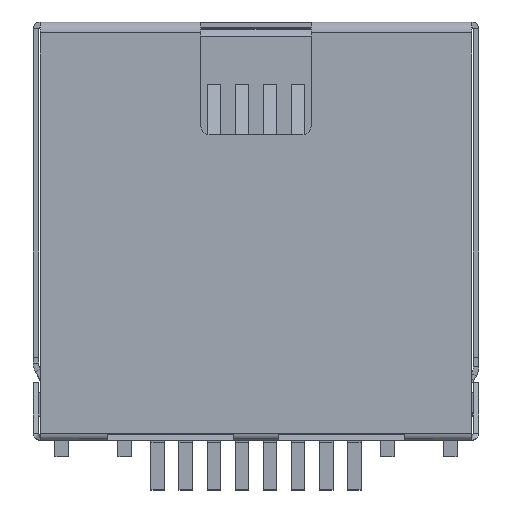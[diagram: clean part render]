
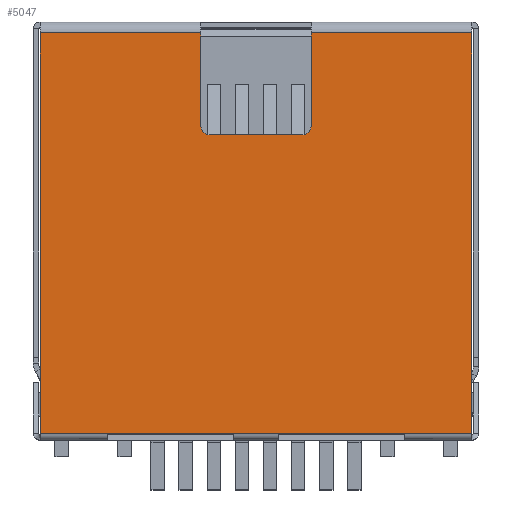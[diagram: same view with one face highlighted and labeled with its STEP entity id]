
A CAD part, top view. The second image highlights one B-rep face of the part: STEP entity #5047.
In plain terms, the highlighted planar face has unit normal (0, 0, 1).
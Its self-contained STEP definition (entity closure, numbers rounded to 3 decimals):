
#23 = LINE ( 'NONE', #2242, #9835 ) ;
#338 = VERTEX_POINT ( 'NONE', #6488 ) ;
#343 = CARTESIAN_POINT ( 'NONE',  ( 7.85, -2.9, 8.52 ) ) ;
#495 = CARTESIAN_POINT ( 'NONE',  ( -5.389, -2.9, 8.52 ) ) ;
#897 = CARTESIAN_POINT ( 'NONE',  ( 7.85, -2.9, 8.52 ) ) ;
#1131 = VERTEX_POINT ( 'NONE', #23571 ) ;
#1169 = ORIENTED_EDGE ( 'NONE', *, *, #2329, .F. ) ;
#1454 = CARTESIAN_POINT ( 'NONE',  ( 2., 8.25, 8.52 ) ) ;
#1584 = FACE_OUTER_BOUND ( 'NONE', #4645, .T. ) ;
#1694 = CARTESIAN_POINT ( 'NONE',  ( 0.828, -2.9, 8.52 ) ) ;
#1738 = DIRECTION ( 'NONE',  ( -1., 0., 0. ) ) ;
#1837 = LINE ( 'NONE', #1694, #24147 ) ;
#1941 = EDGE_CURVE ( 'NONE', #18178, #14438, #26919, .T. ) ;
#2242 = CARTESIAN_POINT ( 'NONE',  ( 7.85, -2.9, 8.52 ) ) ;
#2283 = CARTESIAN_POINT ( 'NONE',  ( -2., 8.25, 8.52 ) ) ;
#2329 = EDGE_CURVE ( 'NONE', #19828, #11477, #23, .T. ) ;
#2411 = EDGE_CURVE ( 'NONE', #9621, #14438, #17555, .T. ) ;
#2609 = ORIENTED_EDGE ( 'NONE', *, *, #11504, .T. ) ;
#3939 = LINE ( 'NONE', #4207, #17554 ) ;
#3992 = CARTESIAN_POINT ( 'NONE',  ( 1.7, 7.95, 8.52 ) ) ;
#4128 = ORIENTED_EDGE ( 'NONE', *, *, #2411, .F. ) ;
#4207 = CARTESIAN_POINT ( 'NONE',  ( -2., 11.65, 8.52 ) ) ;
#4645 = EDGE_LOOP ( 'NONE', ( #1169, #18777, #26123, #2609, #23157, #22516, #26463, #22708, #12027, #14509, #4128, #12953, #8358, #22936 ) ) ;
#4731 = EDGE_CURVE ( 'NONE', #338, #23034, #19165, .T. ) ;
#5047 = ADVANCED_FACE ( 'NONE', ( #1584 ), #18277, .T. ) ;
#6488 = CARTESIAN_POINT ( 'NONE',  ( 7.85, 11.65, 8.52 ) ) ;
#6715 = EDGE_CURVE ( 'NONE', #19138, #19924, #20124, .T. ) ;
#6896 = DIRECTION ( 'NONE',  ( -1., 0., 0. ) ) ;
#7239 = VECTOR ( 'NONE', #16179, 1000. ) ;
#7896 = EDGE_CURVE ( 'NONE', #1131, #11477, #12882, .T. ) ;
#8325 = CARTESIAN_POINT ( 'NONE',  ( -7.85, 11.65, 8.52 ) ) ;
#8358 = ORIENTED_EDGE ( 'NONE', *, *, #23538, .F. ) ;
#8511 = CARTESIAN_POINT ( 'NONE',  ( -7.85, 11.65, 8.52 ) ) ;
#8701 = CARTESIAN_POINT ( 'NONE',  ( -7.85, -2.9, 8.52 ) ) ;
#9156 = CARTESIAN_POINT ( 'NONE',  ( -1.7, 8.25, 8.52 ) ) ;
#9279 = DIRECTION ( 'NONE',  ( 0., 1., 0. ) ) ;
#9621 = VERTEX_POINT ( 'NONE', #11988 ) ;
#9742 = CIRCLE ( 'NONE', #10178, 0.3 ) ;
#9835 = VECTOR ( 'NONE', #6896, 1000. ) ;
#10178 = AXIS2_PLACEMENT_3D ( 'NONE', #20764, #27017, #12423 ) ;
#10382 = LINE ( 'NONE', #16816, #15182 ) ;
#10431 = AXIS2_PLACEMENT_3D ( 'NONE', #22621, #14576, #26587 ) ;
#10598 = EDGE_CURVE ( 'NONE', #14397, #18178, #3939, .T. ) ;
#10670 = DIRECTION ( 'NONE',  ( 0., -1., 0. ) ) ;
#10838 = VERTEX_POINT ( 'NONE', #27081 ) ;
#10867 = VECTOR ( 'NONE', #9279, 1000. ) ;
#11193 = EDGE_CURVE ( 'NONE', #19924, #25920, #13681, .T. ) ;
#11328 = LINE ( 'NONE', #495, #22176 ) ;
#11477 = VERTEX_POINT ( 'NONE', #18994 ) ;
#11504 = EDGE_CURVE ( 'NONE', #23034, #18020, #21289, .T. ) ;
#11988 = CARTESIAN_POINT ( 'NONE',  ( -5.389, -2.9, 8.52 ) ) ;
#12027 = ORIENTED_EDGE ( 'NONE', *, *, #10598, .T. ) ;
#12086 = VECTOR ( 'NONE', #16558, 1000. ) ;
#12423 = DIRECTION ( 'NONE',  ( 1., 0., 0. ) ) ;
#12743 = CARTESIAN_POINT ( 'NONE',  ( 0.828, -2.9, 8.52 ) ) ;
#12882 = LINE ( 'NONE', #12743, #24108 ) ;
#12953 = ORIENTED_EDGE ( 'NONE', *, *, #16998, .T. ) ;
#13099 = LINE ( 'NONE', #897, #10867 ) ;
#13115 = DIRECTION ( 'NONE',  ( 0., 0., -1. ) ) ;
#13177 = CARTESIAN_POINT ( 'NONE',  ( -2., 11.65, 8.52 ) ) ;
#13681 = CIRCLE ( 'NONE', #14554, 0.3 ) ;
#13766 = EDGE_CURVE ( 'NONE', #18020, #19138, #9742, .T. ) ;
#14397 = VERTEX_POINT ( 'NONE', #13177 ) ;
#14438 = VERTEX_POINT ( 'NONE', #8701 ) ;
#14509 = ORIENTED_EDGE ( 'NONE', *, *, #1941, .T. ) ;
#14554 = AXIS2_PLACEMENT_3D ( 'NONE', #9156, #13115, #23483 ) ;
#14576 = DIRECTION ( 'NONE',  ( 0., 0., 1. ) ) ;
#14689 = VECTOR ( 'NONE', #17820, 1000. ) ;
#14917 = CARTESIAN_POINT ( 'NONE',  ( 7.85, 11.65, 8.52 ) ) ;
#15182 = VECTOR ( 'NONE', #10670, 1000. ) ;
#15428 = CARTESIAN_POINT ( 'NONE',  ( 2., 11.65, 8.52 ) ) ;
#16179 = DIRECTION ( 'NONE',  ( -1., 0., 0. ) ) ;
#16456 = EDGE_CURVE ( 'NONE', #14397, #25920, #10382, .T. ) ;
#16558 = DIRECTION ( 'NONE',  ( 0., -1., 0. ) ) ;
#16816 = CARTESIAN_POINT ( 'NONE',  ( -2., 11.65, 8.52 ) ) ;
#16998 = EDGE_CURVE ( 'NONE', #9621, #10838, #11328, .T. ) ;
#17018 = EDGE_CURVE ( 'NONE', #19828, #338, #13099, .T. ) ;
#17072 = DIRECTION ( 'NONE',  ( 0., -1., 0. ) ) ;
#17234 = CARTESIAN_POINT ( 'NONE',  ( 1.7, 7.95, 8.52 ) ) ;
#17554 = VECTOR ( 'NONE', #1738, 1000. ) ;
#17555 = LINE ( 'NONE', #21909, #14689 ) ;
#17820 = DIRECTION ( 'NONE',  ( -1., 0., 0. ) ) ;
#18020 = VERTEX_POINT ( 'NONE', #1454 ) ;
#18063 = VECTOR ( 'NONE', #17072, 1000. ) ;
#18178 = VERTEX_POINT ( 'NONE', #8325 ) ;
#18277 = PLANE ( 'NONE',  #10431 ) ;
#18752 = DIRECTION ( 'NONE',  ( -1., 0., 0. ) ) ;
#18777 = ORIENTED_EDGE ( 'NONE', *, *, #17018, .T. ) ;
#18994 = CARTESIAN_POINT ( 'NONE',  ( 5.389, -2.9, 8.52 ) ) ;
#19138 = VERTEX_POINT ( 'NONE', #17234 ) ;
#19165 = LINE ( 'NONE', #14917, #22509 ) ;
#19247 = CARTESIAN_POINT ( 'NONE',  ( 2., 11.65, 8.52 ) ) ;
#19792 = DIRECTION ( 'NONE',  ( 1., 0., 0. ) ) ;
#19828 = VERTEX_POINT ( 'NONE', #343 ) ;
#19924 = VERTEX_POINT ( 'NONE', #25630 ) ;
#20124 = LINE ( 'NONE', #3992, #7239 ) ;
#20764 = CARTESIAN_POINT ( 'NONE',  ( 1.7, 8.25, 8.52 ) ) ;
#20842 = DIRECTION ( 'NONE',  ( -1., 0., 0. ) ) ;
#21081 = DIRECTION ( 'NONE',  ( 1., 0., 0. ) ) ;
#21289 = LINE ( 'NONE', #19247, #18063 ) ;
#21909 = CARTESIAN_POINT ( 'NONE',  ( -5.389, -2.9, 8.52 ) ) ;
#22176 = VECTOR ( 'NONE', #19792, 1000. ) ;
#22509 = VECTOR ( 'NONE', #18752, 1000. ) ;
#22516 = ORIENTED_EDGE ( 'NONE', *, *, #6715, .T. ) ;
#22621 = CARTESIAN_POINT ( 'NONE',  ( -7.85, 12.05, 8.52 ) ) ;
#22708 = ORIENTED_EDGE ( 'NONE', *, *, #16456, .F. ) ;
#22936 = ORIENTED_EDGE ( 'NONE', *, *, #7896, .T. ) ;
#23034 = VERTEX_POINT ( 'NONE', #15428 ) ;
#23157 = ORIENTED_EDGE ( 'NONE', *, *, #13766, .T. ) ;
#23483 = DIRECTION ( 'NONE',  ( 0., -1., 0. ) ) ;
#23538 = EDGE_CURVE ( 'NONE', #1131, #10838, #1837, .T. ) ;
#23571 = CARTESIAN_POINT ( 'NONE',  ( 0.828, -2.9, 8.52 ) ) ;
#24108 = VECTOR ( 'NONE', #21081, 1000. ) ;
#24147 = VECTOR ( 'NONE', #20842, 1000. ) ;
#25630 = CARTESIAN_POINT ( 'NONE',  ( -1.7, 7.95, 8.52 ) ) ;
#25920 = VERTEX_POINT ( 'NONE', #2283 ) ;
#26123 = ORIENTED_EDGE ( 'NONE', *, *, #4731, .T. ) ;
#26463 = ORIENTED_EDGE ( 'NONE', *, *, #11193, .T. ) ;
#26587 = DIRECTION ( 'NONE',  ( 1., 0., 0. ) ) ;
#26919 = LINE ( 'NONE', #8511, #12086 ) ;
#27017 = DIRECTION ( 'NONE',  ( 0., 0., -1. ) ) ;
#27081 = CARTESIAN_POINT ( 'NONE',  ( -0.828, -2.9, 8.52 ) ) ;
